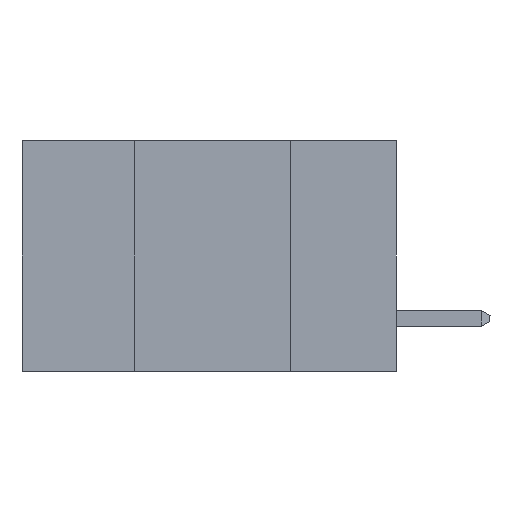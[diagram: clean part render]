
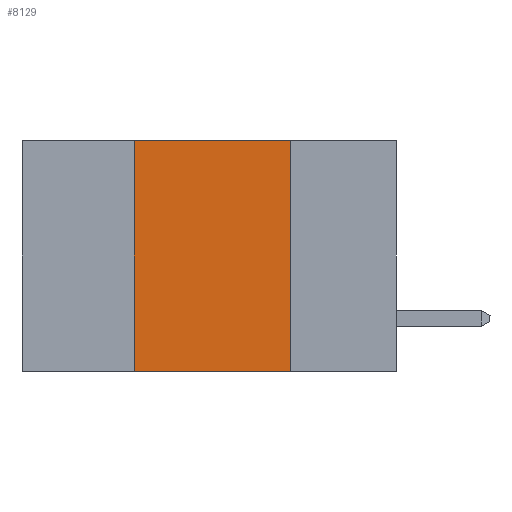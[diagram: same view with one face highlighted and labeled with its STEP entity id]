
A CAD part, left-side view. The second image highlights one B-rep face of the part: STEP entity #8129.
In plain terms, the highlighted planar face has unit normal (-1, 0, 0).
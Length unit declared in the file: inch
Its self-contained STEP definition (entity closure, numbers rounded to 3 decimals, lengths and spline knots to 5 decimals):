
#171 = DIRECTION ( 'NONE',  ( 0., -1., 0. ) ) ;
#863 = VECTOR ( 'NONE', #171, 39.37008 ) ;
#1097 = VERTEX_POINT ( 'NONE', #4273 ) ;
#1974 = DIRECTION ( 'NONE',  ( 0., -1., 0. ) ) ;
#2116 = LINE ( 'NONE', #9143, #863 ) ;
#2649 = EDGE_CURVE ( 'NONE', #13207, #3483, #13148, .T. ) ;
#2920 = CARTESIAN_POINT ( 'NONE',  ( 0., 0.42, -0.37 ) ) ;
#3200 = ORIENTED_EDGE ( 'NONE', *, *, #8431, .F. ) ;
#3483 = VERTEX_POINT ( 'NONE', #8180 ) ;
#3809 = DIRECTION ( 'NONE',  ( 0., 0., 1. ) ) ;
#4001 = LINE ( 'NONE', #7639, #4929 ) ;
#4121 = DIRECTION ( 'NONE',  ( 0., 0., -1. ) ) ;
#4273 = CARTESIAN_POINT ( 'NONE',  ( 0., 0.17, -0.37 ) ) ;
#4616 = DIRECTION ( 'NONE',  ( 0., 0., -1. ) ) ;
#4929 = VECTOR ( 'NONE', #1974, 39.37008 ) ;
#6117 = EDGE_CURVE ( 'NONE', #13207, #1097, #2116, .T. ) ;
#6377 = CARTESIAN_POINT ( 'NONE',  ( 0., 0.42, -0.37 ) ) ;
#6487 = ORIENTED_EDGE ( 'NONE', *, *, #6117, .T. ) ;
#6631 = CARTESIAN_POINT ( 'NONE',  ( 0., 0.6, 0. ) ) ;
#7391 = FACE_OUTER_BOUND ( 'NONE', #12494, .T. ) ;
#7639 = CARTESIAN_POINT ( 'NONE',  ( 0., 0.6, 0. ) ) ;
#7924 = CARTESIAN_POINT ( 'NONE',  ( 0., 0.17, -0.37 ) ) ;
#7981 = DIRECTION ( 'NONE',  ( 1., 0., 0. ) ) ;
#8057 = PLANE ( 'NONE',  #11366 ) ;
#8129 = ADVANCED_FACE ( 'NONE', ( #7391 ), #8057, .F. ) ;
#8180 = CARTESIAN_POINT ( 'NONE',  ( 0., 0.42, 0. ) ) ;
#8431 = EDGE_CURVE ( 'NONE', #3483, #11458, #4001, .T. ) ;
#8555 = VECTOR ( 'NONE', #4121, 39.37008 ) ;
#8946 = ORIENTED_EDGE ( 'NONE', *, *, #2649, .F. ) ;
#9143 = CARTESIAN_POINT ( 'NONE',  ( 0., 0.6, -0.37 ) ) ;
#10080 = LINE ( 'NONE', #7924, #8555 ) ;
#10247 = EDGE_CURVE ( 'NONE', #11458, #1097, #10080, .T. ) ;
#10931 = CARTESIAN_POINT ( 'NONE',  ( 0., 0.17, 0. ) ) ;
#11290 = VECTOR ( 'NONE', #3809, 39.37008 ) ;
#11366 = AXIS2_PLACEMENT_3D ( 'NONE', #6631, #7981, #4616 ) ;
#11458 = VERTEX_POINT ( 'NONE', #10931 ) ;
#12494 = EDGE_LOOP ( 'NONE', ( #14563, #3200, #8946, #6487 ) ) ;
#13148 = LINE ( 'NONE', #2920, #11290 ) ;
#13207 = VERTEX_POINT ( 'NONE', #6377 ) ;
#14563 = ORIENTED_EDGE ( 'NONE', *, *, #10247, .F. ) ;
